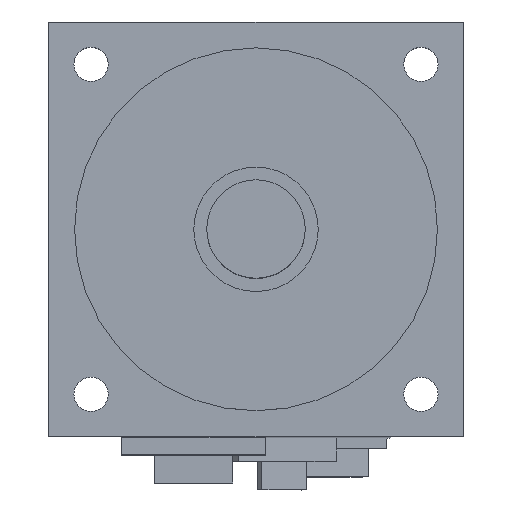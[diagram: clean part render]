
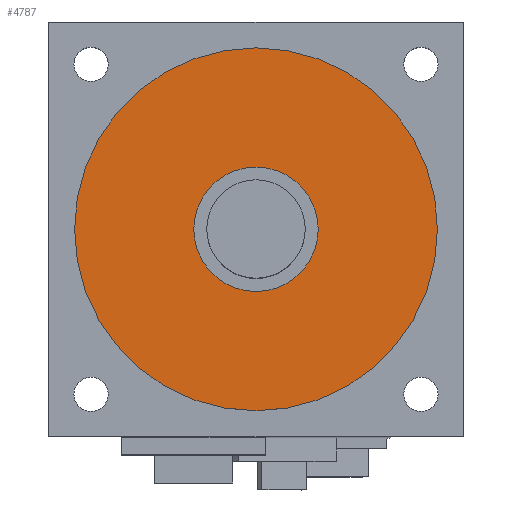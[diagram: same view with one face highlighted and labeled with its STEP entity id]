
A CAD part, top view. The second image highlights one B-rep face of the part: STEP entity #4787.
In plain terms, the highlighted planar face has unit normal (0, 0, 1).
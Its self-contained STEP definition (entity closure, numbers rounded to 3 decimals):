
#1687=CARTESIAN_POINT('',(0.,0.,3.));
#1688=DIRECTION('',(0.,0.,-1.));
#1689=DIRECTION('',(1.,0.,0.));
#1690=AXIS2_PLACEMENT_3D('',#1687,#1688,#1689);
#1692=CARTESIAN_POINT('',(0.,0.,3.));
#1693=DIRECTION('',(0.,0.,-1.));
#1694=DIRECTION('',(-1.,0.,0.));
#1695=AXIS2_PLACEMENT_3D('',#1692,#1693,#1694);
#1697=CARTESIAN_POINT('',(0.,0.,3.));
#1698=DIRECTION('',(0.,0.,1.));
#1699=DIRECTION('',(1.,0.,0.));
#1700=AXIS2_PLACEMENT_3D('',#1697,#1698,#1699);
#1702=CARTESIAN_POINT('',(0.,0.,3.));
#1703=DIRECTION('',(0.,0.,1.));
#1704=DIRECTION('',(-1.,0.,0.));
#1705=AXIS2_PLACEMENT_3D('',#1702,#1703,#1704);
#2269=CARTESIAN_POINT('',(35.,0.,3.));
#2270=VERTEX_POINT('',#2269);
#2271=CARTESIAN_POINT('',(-35.,0.,3.));
#2272=VERTEX_POINT('',#2271);
#2273=CARTESIAN_POINT('',(12.,0.,3.));
#2274=CARTESIAN_POINT('',(-12.,0.,3.));
#2275=VERTEX_POINT('',#2273);
#2276=VERTEX_POINT('',#2274);
#4772=CARTESIAN_POINT('',(0.,0.,3.));
#4773=DIRECTION('',(0.,0.,1.));
#4774=DIRECTION('',(-1.,0.,0.));
#4775=AXIS2_PLACEMENT_3D('',#4772,#4773,#4774);
#4776=PLANE('',#4775);
#4777=ORIENTED_EDGE('',*,*,#4752,.T.);
#4778=ORIENTED_EDGE('',*,*,#4766,.T.);
#4779=EDGE_LOOP('',(#4777,#4778));
#4780=FACE_OUTER_BOUND('',#4779,.F.);
#4782=ORIENTED_EDGE('',*,*,#4781,.T.);
#4784=ORIENTED_EDGE('',*,*,#4783,.T.);
#4785=EDGE_LOOP('',(#4782,#4784));
#4786=FACE_BOUND('',#4785,.F.);
#4787=ADVANCED_FACE('',(#4780,#4786),#4776,.T.);
#1691=CIRCLE('',#1690,35.);
#1696=CIRCLE('',#1695,35.);
#1701=CIRCLE('',#1700,12.);
#1706=CIRCLE('',#1705,12.);
#4752=EDGE_CURVE('',#2270,#2272,#1691,.T.);
#4766=EDGE_CURVE('',#2272,#2270,#1696,.T.);
#4781=EDGE_CURVE('',#2275,#2276,#1701,.T.);
#4783=EDGE_CURVE('',#2276,#2275,#1706,.T.);
